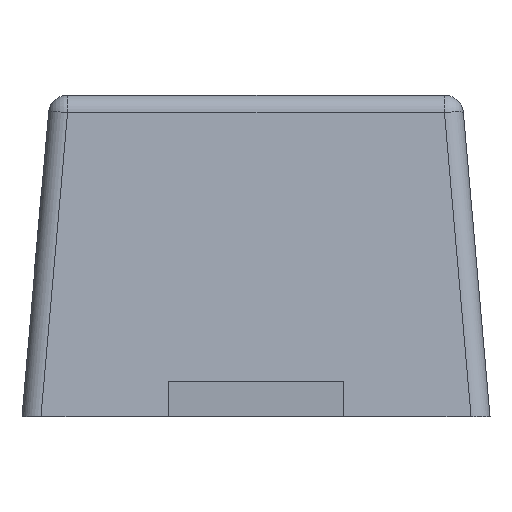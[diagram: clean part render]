
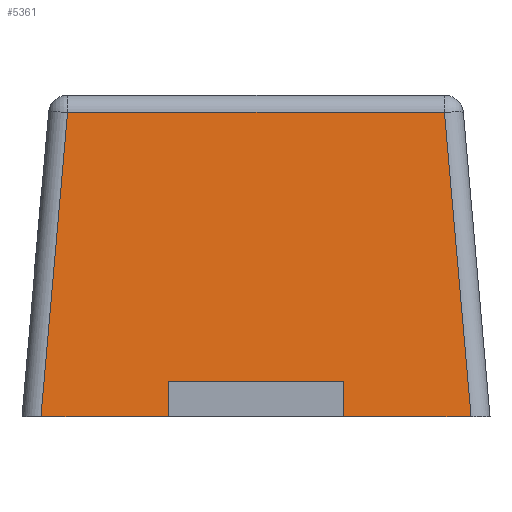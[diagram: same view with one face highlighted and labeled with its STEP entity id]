
A CAD part, left-side view. The second image highlights one B-rep face of the part: STEP entity #5361.
In plain terms, the highlighted planar face has unit normal (-0.996, 0, 0.087).
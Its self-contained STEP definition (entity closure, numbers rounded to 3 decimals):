
#196 = ORIENTED_EDGE ( 'NONE', *, *, #7410, .T. ) ;
#274 = LINE ( 'NONE', #10031, #8805 ) ;
#383 = PLANE ( 'NONE',  #7291 ) ;
#903 = FACE_OUTER_BOUND ( 'NONE', #9335, .T. ) ;
#1088 = ORIENTED_EDGE ( 'NONE', *, *, #12214, .T. ) ;
#1172 = CARTESIAN_POINT ( 'NONE',  ( -1.35, -0.8, 0. ) ) ;
#1243 = DIRECTION ( 'NONE',  ( -0.087, 0., -0.996 ) ) ;
#1244 = CARTESIAN_POINT ( 'NONE',  ( -1.35, 0.735, 0. ) ) ;
#1282 = EDGE_CURVE ( 'NONE', #10269, #8044, #2772, .T. ) ;
#1619 = LINE ( 'NONE', #6446, #10122 ) ;
#2077 = VECTOR ( 'NONE', #9473, 1000. ) ;
#2408 = CARTESIAN_POINT ( 'NONE',  ( -1.35, -0.3, 0. ) ) ;
#2609 = EDGE_CURVE ( 'NONE', #3701, #6673, #10178, .T. ) ;
#2659 = ORIENTED_EDGE ( 'NONE', *, *, #3957, .T. ) ;
#2693 = CARTESIAN_POINT ( 'NONE',  ( -1.34, -0.3, 0.12 ) ) ;
#2772 = LINE ( 'NONE', #3810, #3105 ) ;
#2829 = VECTOR ( 'NONE', #4213, 1000. ) ;
#3105 = VECTOR ( 'NONE', #8601, 1000. ) ;
#3288 = DIRECTION ( 'NONE',  ( -0.996, 0., 0.087 ) ) ;
#3350 = ORIENTED_EDGE ( 'NONE', *, *, #10472, .T. ) ;
#3360 = ORIENTED_EDGE ( 'NONE', *, *, #2609, .T. ) ;
#3619 = LINE ( 'NONE', #7564, #10598 ) ;
#3701 = VERTEX_POINT ( 'NONE', #7620 ) ;
#3810 = CARTESIAN_POINT ( 'NONE',  ( -1.338, 0.724, 0.132 ) ) ;
#3957 = EDGE_CURVE ( 'NONE', #5660, #10269, #5448, .T. ) ;
#4213 = DIRECTION ( 'NONE',  ( 0., -1., 0. ) ) ;
#4688 = CARTESIAN_POINT ( 'NONE',  ( -1.259, -0.644, 1.041 ) ) ;
#4982 = EDGE_CURVE ( 'NONE', #10104, #6673, #1619, .T. ) ;
#5086 = DIRECTION ( 'NONE',  ( 0.087, 0., 0.996 ) ) ;
#5105 = DIRECTION ( 'NONE',  ( 0., -1., 0. ) ) ;
#5361 = ADVANCED_FACE ( 'NONE', ( #903 ), #383, .T. ) ;
#5381 = ORIENTED_EDGE ( 'NONE', *, *, #1282, .T. ) ;
#5448 = LINE ( 'NONE', #7479, #2077 ) ;
#5512 = DIRECTION ( 'NONE',  ( 0.087, 0., 0.996 ) ) ;
#5660 = VERTEX_POINT ( 'NONE', #4688 ) ;
#6307 = CARTESIAN_POINT ( 'NONE',  ( -1.35, -0.735, 0. ) ) ;
#6446 = CARTESIAN_POINT ( 'NONE',  ( -1.34, -0.8, 0.12 ) ) ;
#6673 = VERTEX_POINT ( 'NONE', #10373 ) ;
#6921 = EDGE_CURVE ( 'NONE', #9011, #7209, #9065, .T. ) ;
#7003 = VECTOR ( 'NONE', #5512, 1000. ) ;
#7209 = VERTEX_POINT ( 'NONE', #6307 ) ;
#7291 = AXIS2_PLACEMENT_3D ( 'NONE', #10948, #3288, #5086 ) ;
#7410 = EDGE_CURVE ( 'NONE', #7209, #5660, #3619, .T. ) ;
#7479 = CARTESIAN_POINT ( 'NONE',  ( -1.259, -0.8, 1.041 ) ) ;
#7501 = DIRECTION ( 'NONE',  ( 0.087, 0.087, 0.992 ) ) ;
#7564 = CARTESIAN_POINT ( 'NONE',  ( -1.35, -0.736, -0.006 ) ) ;
#7620 = CARTESIAN_POINT ( 'NONE',  ( -1.35, 0.3, 0. ) ) ;
#8044 = VERTEX_POINT ( 'NONE', #1244 ) ;
#8307 = CARTESIAN_POINT ( 'NONE',  ( -1.35, 0.3, 0. ) ) ;
#8601 = DIRECTION ( 'NONE',  ( -0.087, 0.087, -0.992 ) ) ;
#8805 = VECTOR ( 'NONE', #1243, 1000. ) ;
#9011 = VERTEX_POINT ( 'NONE', #2408 ) ;
#9065 = LINE ( 'NONE', #11045, #2829 ) ;
#9335 = EDGE_LOOP ( 'NONE', ( #3350, #3360, #10756, #1088, #11386, #196, #2659, #5381 ) ) ;
#9473 = DIRECTION ( 'NONE',  ( 0., 1., 0. ) ) ;
#9870 = CARTESIAN_POINT ( 'NONE',  ( -1.259, 0.644, 1.041 ) ) ;
#10031 = CARTESIAN_POINT ( 'NONE',  ( -1.35, -0.3, 0. ) ) ;
#10104 = VERTEX_POINT ( 'NONE', #2693 ) ;
#10122 = VECTOR ( 'NONE', #10349, 1000. ) ;
#10178 = LINE ( 'NONE', #8307, #7003 ) ;
#10269 = VERTEX_POINT ( 'NONE', #9870 ) ;
#10349 = DIRECTION ( 'NONE',  ( 0., 1., 0. ) ) ;
#10373 = CARTESIAN_POINT ( 'NONE',  ( -1.34, 0.3, 0.12 ) ) ;
#10410 = VECTOR ( 'NONE', #5105, 1000. ) ;
#10472 = EDGE_CURVE ( 'NONE', #8044, #3701, #11870, .T. ) ;
#10598 = VECTOR ( 'NONE', #7501, 1000. ) ;
#10756 = ORIENTED_EDGE ( 'NONE', *, *, #4982, .F. ) ;
#10948 = CARTESIAN_POINT ( 'NONE',  ( -1.35, -0.8, 0. ) ) ;
#11045 = CARTESIAN_POINT ( 'NONE',  ( -1.35, -0.8, 0. ) ) ;
#11386 = ORIENTED_EDGE ( 'NONE', *, *, #6921, .T. ) ;
#11870 = LINE ( 'NONE', #1172, #10410 ) ;
#12214 = EDGE_CURVE ( 'NONE', #10104, #9011, #274, .T. ) ;
